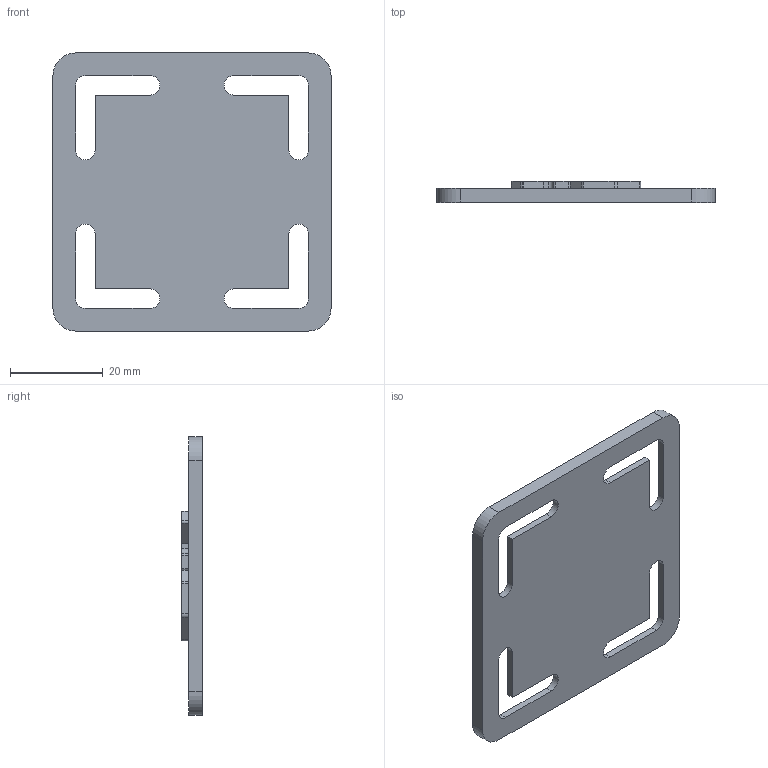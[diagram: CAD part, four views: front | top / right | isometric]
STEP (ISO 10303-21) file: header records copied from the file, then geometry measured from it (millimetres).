
FILE_DESCRIPTION (( 'STEP AP214' ), '1' );
FILE_NAME ('silicone body career.STEP', '2023-10-30T08:39:57', ( '' ), ( '' ), 'SwSTEP 2.0', 'SolidWorks 2021', '' );
FILE_SCHEMA (( 'AUTOMOTIVE_DESIGN' ));
Length unit declared in the file: millimetre
Products named in the file (1): silicone body career
Bounding box: 60 x 4.5 x 60 mm (x, y, z)
Volume: 8782.9 mm3; surface area: 8112 mm2
Topology: 1 solids, 1 shells, 165 faces, 456 edges, 304 vertices
Faces by surface type: plane 91, bspline 42, cylinder 32
Entity records: 5516 total; most frequent: CARTESIAN_POINT 1472, ORIENTED_EDGE 912, DIRECTION 684, EDGE_CURVE 456, LINE 308, VECTOR 308, VERTEX_POINT 304, AXIS2_PLACEMENT_3D 188
